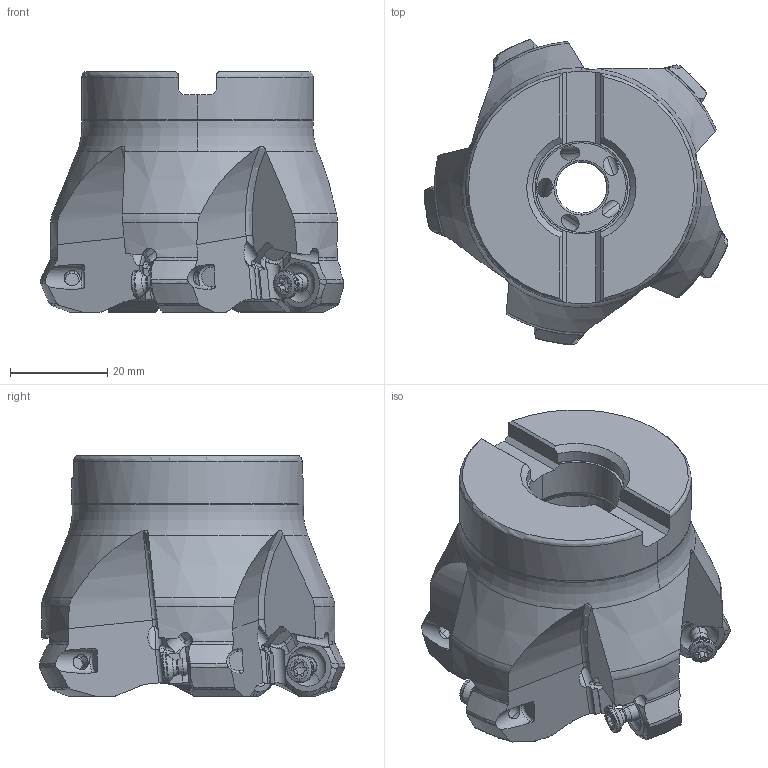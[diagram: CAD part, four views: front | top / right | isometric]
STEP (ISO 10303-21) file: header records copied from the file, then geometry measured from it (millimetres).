
FILE_DESCRIPTION(/* description */ (''),/* implementation_level */ '2;1');
FILE_NAME(/* name */ 'AHX475SUR0205AA.stp',/* time_stamp */ '2017-10-10T15:50:53+09:00',/* author */ (''),/* organization */ (''),/* preprocessor_version */ 'ST-DEVELOPER v16',/* originating_system */ 'SIEMENS PLM Software NX 10.0',/* authorisation */ '');
FILE_SCHEMA (('AUTOMOTIVE_DESIGN { 1 0 10303 214 3 1 1 1 }'));
Length unit declared in the file: millimetre
Products named in the file (1): AHX475SUR0205AA_ASM
Bounding box: 62.41 x 62.8 x 49.48 mm (x, y, z)
Volume: 80140.5 mm3; surface area: 18384.6 mm2
Topology: 6 solids, 6 shells, 697 faces, 2022 edges, 1328 vertices
Faces by surface type: cylinder 267, torus 151, plane 146, cone 73, extrusion 30, bspline 20, sphere 10
Entity records: 28368 total; most frequent: CARTESIAN_POINT 10169, ORIENTED_EDGE 4024, DIRECTION 3673, EDGE_CURVE 2012, AXIS2_PLACEMENT_3D 1555, VERTEX_POINT 1328, CIRCLE 728, EDGE_LOOP 720
